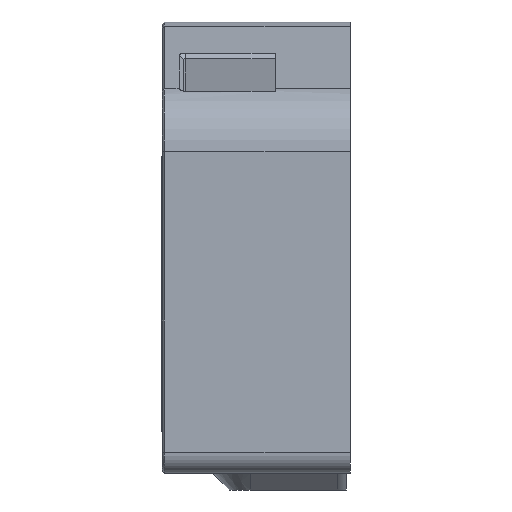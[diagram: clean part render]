
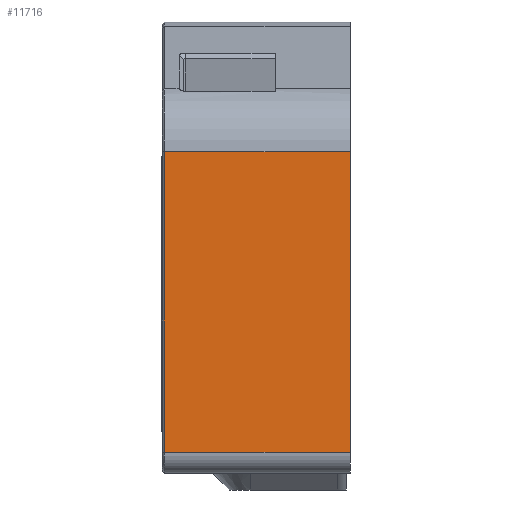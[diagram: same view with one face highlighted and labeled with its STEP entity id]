
A CAD part, front view. The second image highlights one B-rep face of the part: STEP entity #11716.
In plain terms, the highlighted planar face has unit normal (0, -1, 0).
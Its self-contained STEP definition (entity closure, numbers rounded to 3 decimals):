
#813=PLANE('',#12351);
#1381=FACE_OUTER_BOUND('',#2060,.T.);
#2060=EDGE_LOOP('',(#10098,#10099,#10100,#10101));
#2870=LINE('',#18954,#4014);
#3079=LINE('',#19951,#4223);
#3090=LINE('',#19996,#4234);
#3092=LINE('',#20012,#4236);
#4014=VECTOR('',#13637,10.);
#4223=VECTOR('',#14244,10.);
#4234=VECTOR('',#14269,10.);
#4236=VECTOR('',#14275,10.);
#5554=VERTEX_POINT('',#18951);
#5555=VERTEX_POINT('',#18953);
#5783=VERTEX_POINT('',#19945);
#5784=VERTEX_POINT('',#19949);
#6943=EDGE_CURVE('',#5555,#5554,#2870,.T.);
#7285=EDGE_CURVE('',#5784,#5783,#3079,.T.);
#7301=EDGE_CURVE('',#5783,#5554,#3090,.T.);
#7306=EDGE_CURVE('',#5784,#5555,#3092,.T.);
#10098=ORIENTED_EDGE('',*,*,#7285,.F.);
#10099=ORIENTED_EDGE('',*,*,#7306,.T.);
#10100=ORIENTED_EDGE('',*,*,#6943,.T.);
#10101=ORIENTED_EDGE('',*,*,#7301,.F.);
#11716=ADVANCED_FACE('',(#1381),#813,.T.);
#12351=AXIS2_PLACEMENT_3D('',#20011,#14273,#14274);
#13637=DIRECTION('',(0.,0.,1.));
#14244=DIRECTION('',(0.,0.,1.));
#14269=DIRECTION('',(1.,0.,0.));
#14273=DIRECTION('center_axis',(0.,-1.,0.));
#14274=DIRECTION('ref_axis',(0.,0.,-1.));
#14275=DIRECTION('',(1.,0.,0.));
#18951=CARTESIAN_POINT('',(45.,-72.,77.));
#18953=CARTESIAN_POINT('',(45.,-72.,5.));
#18954=CARTESIAN_POINT('',(45.,-72.,65.5));
#19945=CARTESIAN_POINT('',(0.5,-72.,77.));
#19949=CARTESIAN_POINT('',(0.5,-72.,5.));
#19951=CARTESIAN_POINT('',(0.5,-72.,65.5));
#19996=CARTESIAN_POINT('',(0.,-72.,77.));
#20011=CARTESIAN_POINT('Origin',(0.,-72.,77.));
#20012=CARTESIAN_POINT('',(0.,-72.,5.));
